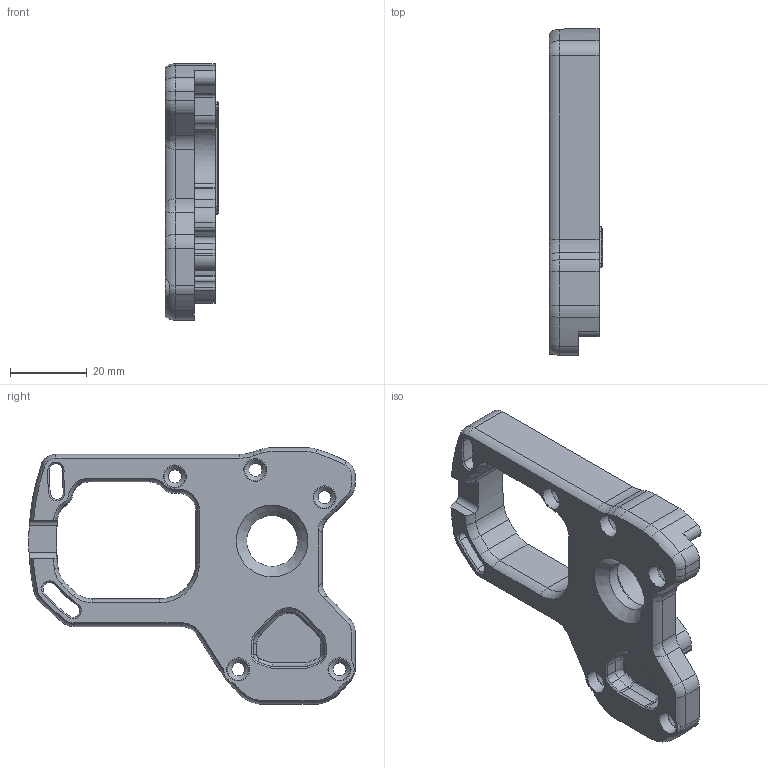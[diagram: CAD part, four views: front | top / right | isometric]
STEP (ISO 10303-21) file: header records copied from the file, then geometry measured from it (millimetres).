
FILE_DESCRIPTION(/* description */ ('STEP AP242','CAx-IF Rec.Pracs.---Representation and Presentation of Product Manufacturing Information (PMI)---4.0---2014-10-13','CAx-IF Rec.Pracs.---3D Tessellated Geometry---0.4---2014-09-14','2;1'),/* implementation_level */ '2;1');
FILE_NAME(/* name */ '62dca71c3b8e6412eb76e9e4',/* time_stamp */ '2022-07-24T01:57:49+00:00',/* author */ (''),/* organization */ (''),/* preprocessor_version */ 'ST-DEVELOPER v18.102',/* originating_system */ ' ',/* authorisation */ ' ');
FILE_SCHEMA (('AP242_MANAGED_MODEL_BASED_3D_ENGINEERING_MIM_LF { 1 0 10303 442 1 1 4 }'));
Length unit declared in the file: metre
Products named in the file (1): Motor Plate
Bounding box: 14 x 84.98 x 66.83 mm (x, y, z)
Volume: 30979.2 mm3; surface area: 12912.9 mm2
Topology: 1 solids, 1 shells, 267 faces, 674 edges, 415 vertices
Faces by surface type: cylinder 123, plane 61, torus 41, cone 40, bspline 2
Full cylindrical faces by diameter (mm): 3.4 x5, 6 x5, 13.25 x1, 15.25 x1
Entity records: 8088 total; most frequent: CARTESIAN_POINT 1553, DIRECTION 1495, ORIENTED_EDGE 1288, EDGE_CURVE 644, AXIS2_PLACEMENT_3D 612, VERTEX_POINT 403, CIRCLE 346, EDGE_LOOP 309
